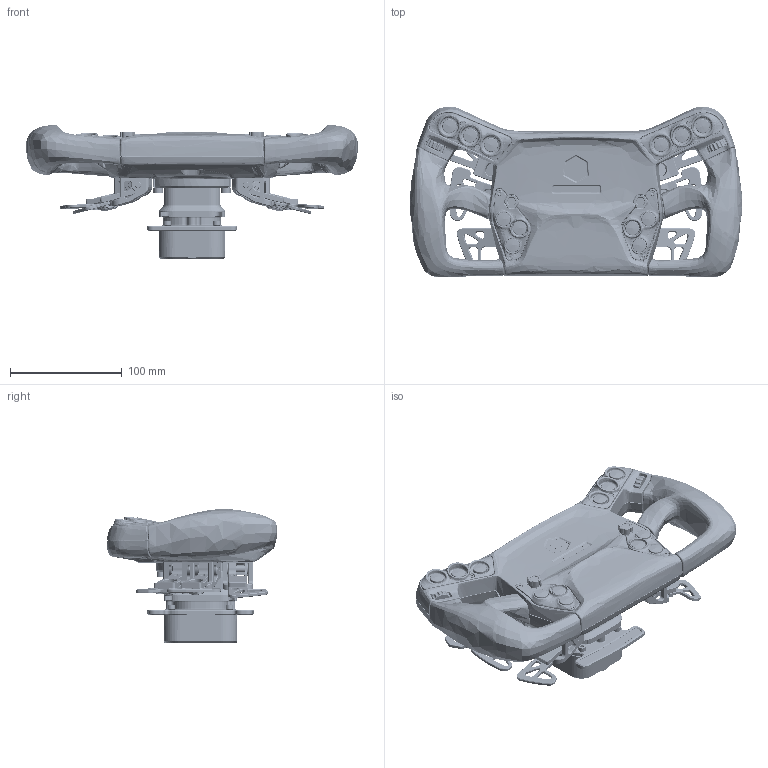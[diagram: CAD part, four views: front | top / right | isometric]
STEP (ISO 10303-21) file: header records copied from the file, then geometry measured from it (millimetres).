
FILE_DESCRIPTION(/* description */ (''),/* implementation_level */ '2;1');
FILE_NAME(/* name */ 'Savu Sport SC3 Simplified.step',/* time_stamp */ '2026-02-04T09:28:05+02:00',/* author */ (''),/* organization */ (''),/* preprocessor_version */ 'ST-DEVELOPER v20.1',/* originating_system */ 'Autodesk Translation Framework v14.24.0.0',/* authorisation */ '');
FILE_SCHEMA (('AUTOMOTIVE_DESIGN { 1 0 10303 214 3 1 1 }'));
Products named in the file (1): SportSC3SixPaddles
Bounding box: 297.43 x 153.13 x 120.06 mm (x, y, z)
Volume: 1355005.6 mm3; surface area: 201333.1 mm2
Topology: 10 solids, 26 shells, 6745 faces, 17778 edges, 11044 vertices
Faces by surface type: bspline 2535, plane 1598, cylinder 1370, cone 953, torus 236, sphere 53
Full cylindrical faces by diameter (mm): 1.07 x8, 1.25 x8, 1.29 x8, 1.83 x8, 2.206 x4, 2.424 x8, 2.5 x8, 2.529 x100, 2.673 x10, 2.828 x12, 3 x36, 3.3 x4, 3.4 x10, 4.1 x4, 4.234 x3, 4.7 x10, 5 x6, 5.6 x12, 6 x14, 7 x4, 8 x4, 8.157 x1, 8.5 x3, 10 x12, 12 x4, 12.2 x8, 12.89 x2, 12.94 x2, 12.99 x2, 22 x1
Entity records: 905206 total; most frequent: CARTESIAN_POINT 757283, ORIENTED_EDGE 35214, DIRECTION 24267, EDGE_CURVE 17607, VERTEX_POINT 11044, AXIS2_PLACEMENT_3D 9202, EDGE_LOOP 7090, FACE_OUTER_BOUND 6745
